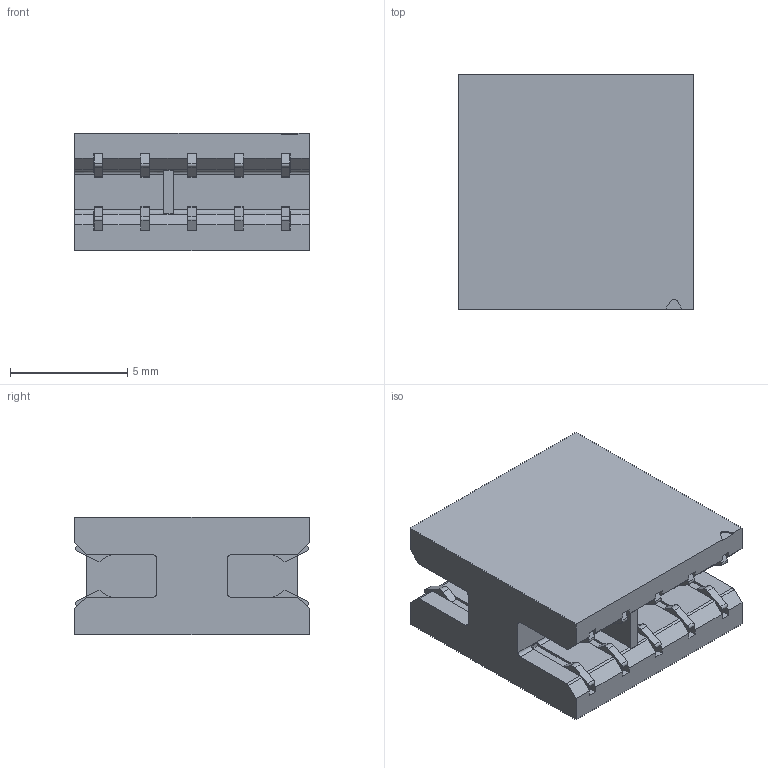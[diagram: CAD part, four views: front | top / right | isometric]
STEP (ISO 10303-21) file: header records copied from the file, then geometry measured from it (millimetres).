
FILE_DESCRIPTION(/* description */ ('Unknown'),/* implementation_level */ '2;1');
FILE_NAME(/* name */ '009159010061911',/* time_stamp */ '2023-12-28T07:33:23+02:00',/* author */ ('Unknown'),/* organization */ ('Unknown'),/* preprocessor_version */ 'ST-DEVELOPER v18.102',/* originating_system */ 'Solid Edge',/* authorisation */ 'Unknown');
FILE_SCHEMA (('AUTOMOTIVE_DESIGN {1 0 10303 214 3 1 1}'));
Length unit declared in the file: millimetre
Products named in the file (1): 009159010061911
Bounding box: 10 x 10 x 5 mm (x, y, z)
Volume: 371.6 mm3; surface area: 719.2 mm2
Topology: 1 solids, 1 shells, 366 faces, 1092 edges, 728 vertices
Faces by surface type: plane 293, cylinder 73
Entity records: 14816 total; most frequent: CARTESIAN_POINT 2187, ORIENTED_EDGE 2184, DIRECTION 2020, EDGE_CURVE 1092, LINE 898, VECTOR 898, VERTEX_POINT 728, AXIS2_PLACEMENT_3D 561
